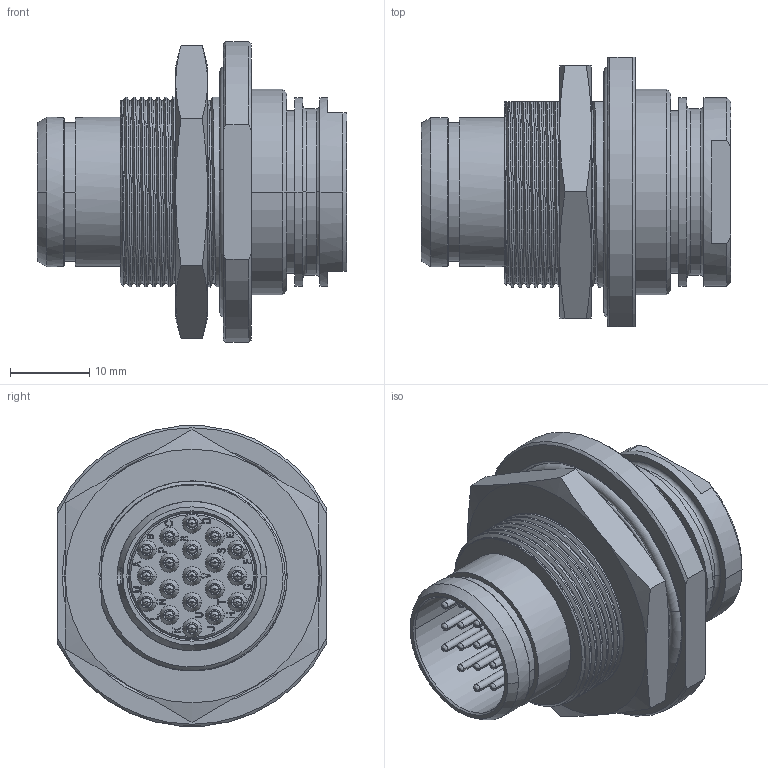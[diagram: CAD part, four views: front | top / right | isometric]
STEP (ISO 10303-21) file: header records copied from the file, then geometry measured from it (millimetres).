
FILE_DESCRIPTION((''),'2;1');
FILE_NAME('1332EVR319MS','2024-07-30T15:18:20',('paultorloting'),('NET AG system integration'),'CREO PARAMETRIC BY PTC INC, 2021404','CREO PARAMETRIC BY PTC INC, 2021404','');
FILE_SCHEMA(('AUTOMOTIVE_DESIGN { 1 0 10303 214 1 1 1 1 }'));
Products named in the file (1): 1332EVR319MS
Bounding box: 39.1 x 34 x 37.86 mm (x, y, z)
Volume: 12509.5 mm3; surface area: 14881.3 mm2
Topology: 1 solids, 1 shells, 2512 faces, 6681 edges, 4296 vertices
Faces by surface type: plane 1263, cylinder 815, bspline 211, cone 121, torus 102
Entity records: 110518 total; most frequent: CARTESIAN_POINT 33288, ORIENTED_EDGE 13362, DIRECTION 11815, EDGE_CURVE 6681, VERTEX_POINT 4296, AXIS2_PLACEMENT_3D 4276, VECTOR 3260, LINE 3260
